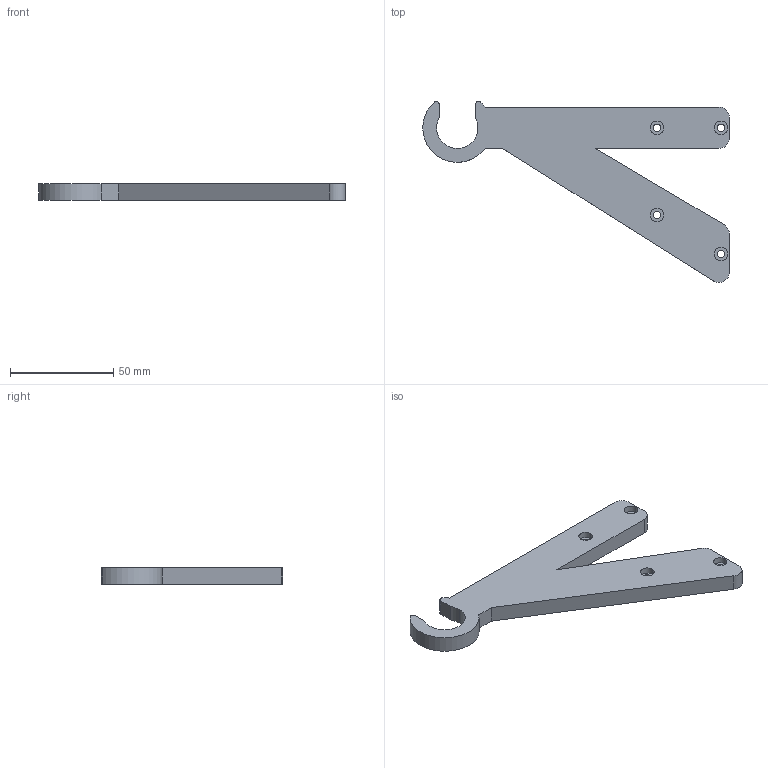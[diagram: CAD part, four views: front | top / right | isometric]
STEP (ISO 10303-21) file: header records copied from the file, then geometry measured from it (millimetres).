
FILE_DESCRIPTION (( 'STEP AP203' ), '1' );
FILE_NAME ('spool holder-OH MAKER (MAKER).STEP', '2019-01-01T17:53:08', ( '' ), ( '' ), 'SwSTEP 2.0', 'SolidWorks 2018', '' );
FILE_SCHEMA (( 'CONFIG_CONTROL_DESIGN' ));
Length unit declared in the file: millimetre
Products named in the file (1): spool holder-OH MAKER (MAKER)
Bounding box: 148.31 x 87.64 x 8 mm (x, y, z)
Volume: 41420.3 mm3; surface area: 15334.9 mm2
Topology: 1 solids, 1 shells, 42 faces, 108 edges, 72 vertices
Faces by surface type: cylinder 27, plane 15
Entity records: 1399 total; most frequent: DIRECTION 248, CARTESIAN_POINT 223, ORIENTED_EDGE 216, EDGE_CURVE 108, AXIS2_PLACEMENT_3D 97, VERTEX_POINT 72, CIRCLE 54, EDGE_LOOP 54
